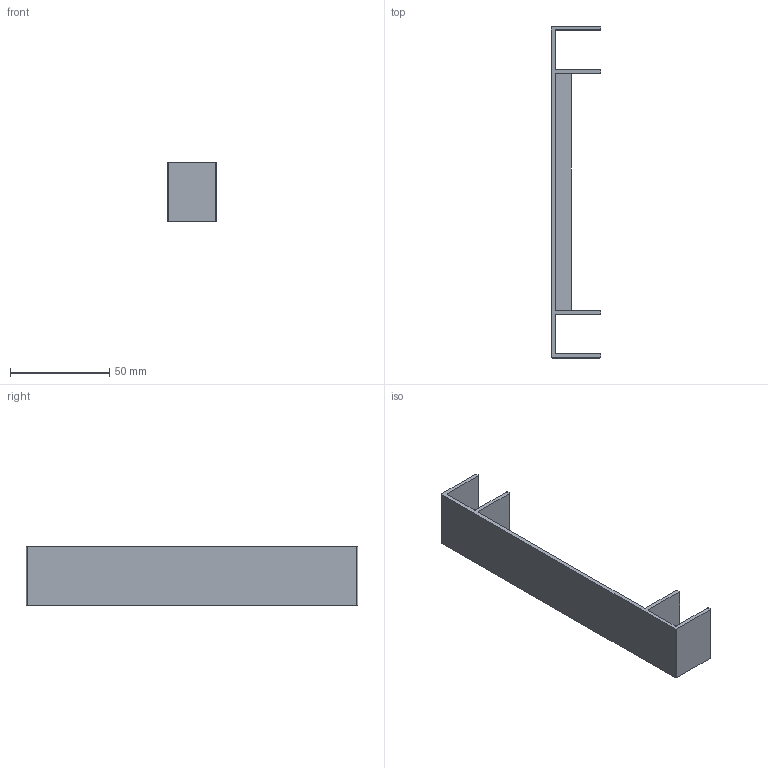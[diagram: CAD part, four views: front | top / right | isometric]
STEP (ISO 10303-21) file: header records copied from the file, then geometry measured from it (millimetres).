
FILE_DESCRIPTION(/* description */ (''),/* implementation_level */ '2;1');
FILE_NAME(/* name */ 'MERV-Filter-Flat-Joiner v13.step',/* time_stamp */ '2024-09-03T01:35:30+02:00',/* author */ (''),/* organization */ (''),/* preprocessor_version */ 'ST-DEVELOPER v20',/* originating_system */ 'Autodesk Translation Framework v13.14.0.145',/* authorisation */ '');
FILE_SCHEMA (('AUTOMOTIVE_DESIGN { 1 0 10303 214 3 1 1 }'));
Length unit declared in the file: millimetre
Products named in the file (1): MERV-Filter-Flat-Joiner
Bounding box: 25 x 167 x 30 mm (x, y, z)
Volume: 15819.2 mm3; surface area: 18491.8 mm2
Topology: 1 solids, 1 shells, 38 faces, 109 edges, 73 vertices
Faces by surface type: plane 20, cylinder 18
Entity records: 1297 total; most frequent: DIRECTION 223, CARTESIAN_POINT 221, ORIENTED_EDGE 218, EDGE_CURVE 109, AXIS2_PLACEMENT_3D 75, LINE 73, VECTOR 73, VERTEX_POINT 73
